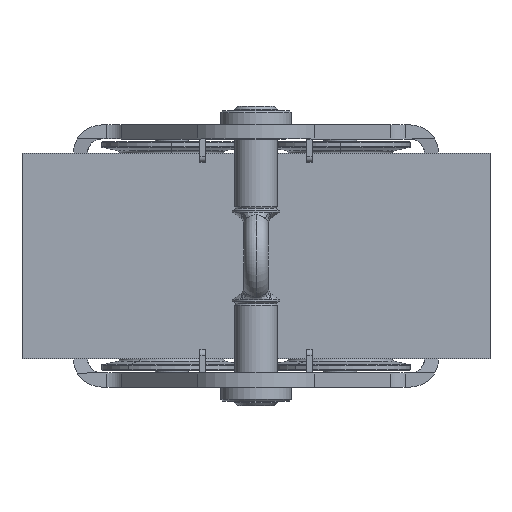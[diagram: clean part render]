
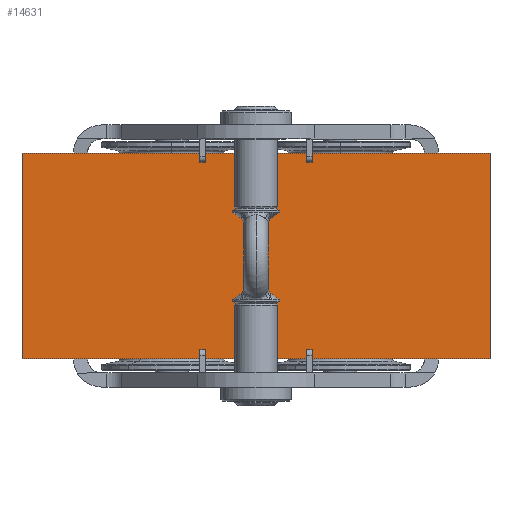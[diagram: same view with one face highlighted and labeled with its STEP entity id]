
A CAD part, front view. The second image highlights one B-rep face of the part: STEP entity #14631.
In plain terms, the highlighted planar face has unit normal (0, -1, 0).
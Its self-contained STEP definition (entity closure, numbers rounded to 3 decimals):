
#213 = VERTEX_POINT ( 'NONE', #11409 ) ;
#2776 = CARTESIAN_POINT ( 'NONE',  ( 250., -110., -110. ) ) ;
#3572 = FACE_OUTER_BOUND ( 'NONE', #35741, .T. ) ;
#4352 = CARTESIAN_POINT ( 'NONE',  ( 250., -110., 110. ) ) ;
#7331 = DIRECTION ( 'NONE',  ( 0., 0., -1. ) ) ;
#9073 = CARTESIAN_POINT ( 'NONE',  ( -250., -110., 110. ) ) ;
#11409 = CARTESIAN_POINT ( 'NONE',  ( -250., -110., -110. ) ) ;
#11728 = VERTEX_POINT ( 'NONE', #31908 ) ;
#12346 = LINE ( 'NONE', #30572, #15460 ) ;
#12607 = VECTOR ( 'NONE', #7331, 1000. ) ;
#13117 = ORIENTED_EDGE ( 'NONE', *, *, #17927, .F. ) ;
#13174 = VECTOR ( 'NONE', #20436, 1000. ) ;
#13586 = VERTEX_POINT ( 'NONE', #4352 ) ;
#14631 = ADVANCED_FACE ( 'NONE', ( #3572 ), #34671, .T. ) ;
#15460 = VECTOR ( 'NONE', #33417, 1000. ) ;
#17927 = EDGE_CURVE ( 'NONE', #13586, #26516, #30365, .T. ) ;
#19203 = DIRECTION ( 'NONE',  ( 0., 0., -1. ) ) ;
#20436 = DIRECTION ( 'NONE',  ( 1., 0., 0. ) ) ;
#24235 = EDGE_CURVE ( 'NONE', #11728, #213, #25559, .T. ) ;
#25118 = DIRECTION ( 'NONE',  ( 0., 0., -1. ) ) ;
#25559 = LINE ( 'NONE', #25798, #38360 ) ;
#25798 = CARTESIAN_POINT ( 'NONE',  ( -250., -110., 110. ) ) ;
#26188 = CARTESIAN_POINT ( 'NONE',  ( 250., -110., 110. ) ) ;
#26516 = VERTEX_POINT ( 'NONE', #2776 ) ;
#26762 = EDGE_CURVE ( 'NONE', #11728, #13586, #37092, .T. ) ;
#29113 = ORIENTED_EDGE ( 'NONE', *, *, #26762, .F. ) ;
#29396 = ORIENTED_EDGE ( 'NONE', *, *, #24235, .T. ) ;
#30365 = LINE ( 'NONE', #26188, #12607 ) ;
#30572 = CARTESIAN_POINT ( 'NONE',  ( -250., -110., -110. ) ) ;
#31908 = CARTESIAN_POINT ( 'NONE',  ( -250., -110., 110. ) ) ;
#33417 = DIRECTION ( 'NONE',  ( 1., 0., 0. ) ) ;
#34671 = PLANE ( 'NONE',  #39693 ) ;
#35741 = EDGE_LOOP ( 'NONE', ( #13117, #29113, #29396, #38033 ) ) ;
#36493 = EDGE_CURVE ( 'NONE', #213, #26516, #12346, .T. ) ;
#37092 = LINE ( 'NONE', #40334, #13174 ) ;
#38033 = ORIENTED_EDGE ( 'NONE', *, *, #36493, .T. ) ;
#38360 = VECTOR ( 'NONE', #19203, 1000. ) ;
#39693 = AXIS2_PLACEMENT_3D ( 'NONE', #9073, #41387, #25118 ) ;
#40334 = CARTESIAN_POINT ( 'NONE',  ( -250., -110., 110. ) ) ;
#41387 = DIRECTION ( 'NONE',  ( 0., -1., 0. ) ) ;
